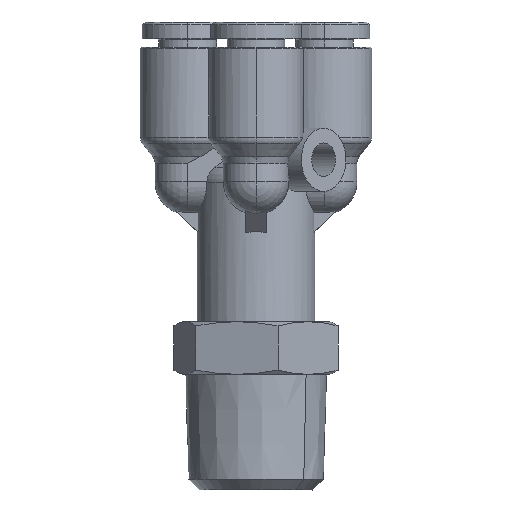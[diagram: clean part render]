
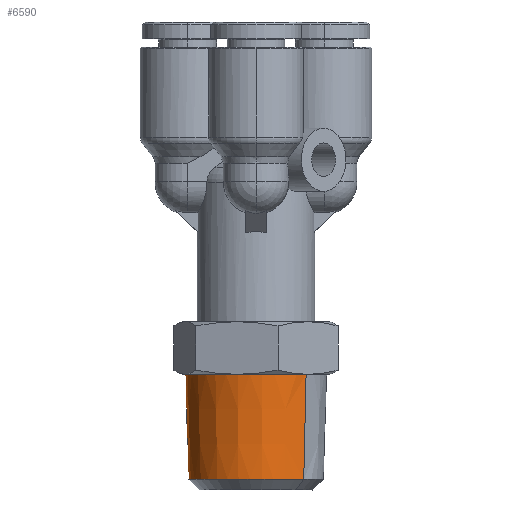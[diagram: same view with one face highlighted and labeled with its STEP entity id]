
A CAD part, front view. The second image highlights one B-rep face of the part: STEP entity #6590.
In plain terms, the highlighted conical face has half-angle 1.791 degrees and reference radius 6.562 mm.
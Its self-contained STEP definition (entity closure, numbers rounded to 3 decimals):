
#5721=CARTESIAN_POINT('',(33.368,-4.541,-17.436));
#5722=VERTEX_POINT('',#5721);
#5723=CARTESIAN_POINT('',(23.368,-4.762,-17.214));
#5724=VERTEX_POINT('',#5723);
#5725=CARTESIAN_POINT('',(33.368,-4.541,-17.436));
#5726=DIRECTION('',(-1.,-0.022,0.022));
#5727=VECTOR('',#5726,10.005);
#5728=LINE('',#5725,#5727);
#5729=EDGE_CURVE('',#5722,#5724,#5728,.T.);
#5731=CARTESIAN_POINT('',(33.368,4.541,-26.517));
#5732=VERTEX_POINT('',#5731);
#5740=CARTESIAN_POINT('',(23.368,4.762,-26.738));
#5741=VERTEX_POINT('',#5740);
#5742=CARTESIAN_POINT('',(23.368,4.762,-26.738));
#5743=DIRECTION('',(1.,-0.022,0.022));
#5744=VECTOR('',#5743,10.005);
#5745=LINE('',#5742,#5744);
#5746=EDGE_CURVE('',#5741,#5732,#5745,.T.);
#5786=CARTESIAN_POINT('',(33.368,0.,-21.976));
#5787=DIRECTION('',(1.,0.,0.));
#5788=DIRECTION('',(0.,0.707,-0.707));
#5789=AXIS2_PLACEMENT_3D('',#5786,#5787,#5788);
#5790=CIRCLE('',#5789,6.422);
#5791=EDGE_CURVE('',#5722,#5732,#5790,.T.);
#6573=CARTESIAN_POINT('',(28.868,0.,-21.976));
#6574=DIRECTION('',(-1.0,0.,0.));
#6575=DIRECTION('',(0.,-0.707,0.707));
#6576=AXIS2_PLACEMENT_3D('',#6573,#6574,#6575);
#6577=CONICAL_SURFACE('',#6576,6.563,1.791);
#6578=ORIENTED_EDGE('',*,*,#5729,.T.);
#6579=CARTESIAN_POINT('',(23.368,0.,-21.976));
#6580=DIRECTION('',(-1.,0.,0.));
#6581=DIRECTION('',(0.,-0.707,0.707));
#6582=AXIS2_PLACEMENT_3D('',#6579,#6580,#6581);
#6583=CIRCLE('',#6582,6.735);
#6584=EDGE_CURVE('',#5741,#5724,#6583,.T.);
#6585=ORIENTED_EDGE('',*,*,#6584,.F.);
#6586=ORIENTED_EDGE('',*,*,#5746,.T.);
#6587=ORIENTED_EDGE('',*,*,#5791,.F.);
#6588=EDGE_LOOP('',(#6578,#6585,#6586,#6587));
#6589=FACE_OUTER_BOUND('',#6588,.T.);
#6590=ADVANCED_FACE('',(#6589),#6577,.T.);
